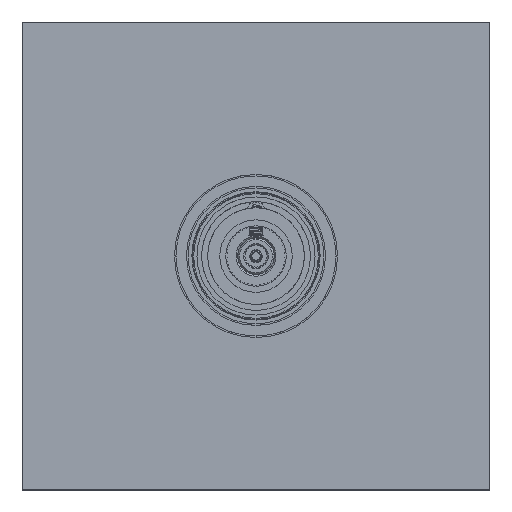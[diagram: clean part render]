
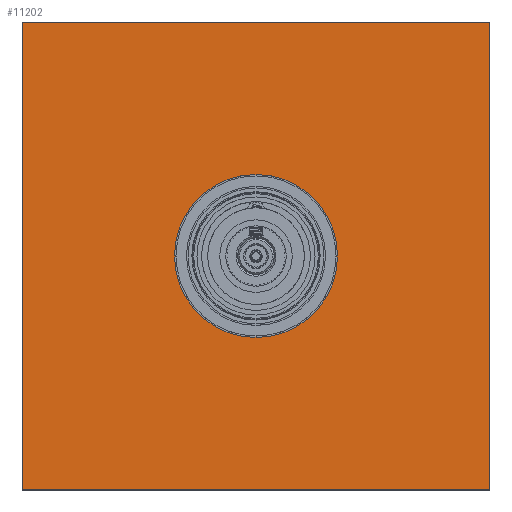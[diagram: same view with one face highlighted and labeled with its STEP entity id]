
A CAD part, top view. The second image highlights one B-rep face of the part: STEP entity #11202.
In plain terms, the highlighted planar face has unit normal (0, 0, 1).
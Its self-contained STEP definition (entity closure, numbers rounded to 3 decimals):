
#11067=CARTESIAN_POINT('',(0.,0.,3.));
#11068=DIRECTION('',(0.,0.,-1.));
#11069=DIRECTION('',(1.,0.,0.));
#11070=AXIS2_PLACEMENT_3D('',#11067,#11068,#11069);
#11072=CARTESIAN_POINT('',(0.,0.,3.));
#11073=DIRECTION('',(0.,0.,-1.));
#11074=DIRECTION('',(-1.,0.,0.));
#11075=AXIS2_PLACEMENT_3D('',#11072,#11073,#11074);
#11077=DIRECTION('',(0.,-1.,0.));
#11078=VECTOR('',#11077,155.);
#11079=CARTESIAN_POINT('',(-77.5,77.5,3.));
#11080=LINE('',#11079,#11078);
#11081=DIRECTION('',(-1.,0.,0.));
#11082=VECTOR('',#11081,155.);
#11083=CARTESIAN_POINT('',(77.5,77.5,3.));
#11084=LINE('',#11083,#11082);
#11085=DIRECTION('',(0.,1.,0.));
#11086=VECTOR('',#11085,155.);
#11087=CARTESIAN_POINT('',(77.5,-77.5,3.));
#11088=LINE('',#11087,#11086);
#11089=DIRECTION('',(1.,0.,0.));
#11090=VECTOR('',#11089,155.);
#11091=CARTESIAN_POINT('',(-77.5,-77.5,3.));
#11092=LINE('',#11091,#11090);
#11113=CARTESIAN_POINT('',(27.,0.,3.));
#11114=CARTESIAN_POINT('',(-27.,0.,3.));
#11115=VERTEX_POINT('',#11113);
#11116=VERTEX_POINT('',#11114);
#11125=CARTESIAN_POINT('',(-77.5,77.5,3.));
#11126=CARTESIAN_POINT('',(-77.5,-77.5,3.));
#11127=VERTEX_POINT('',#11125);
#11128=VERTEX_POINT('',#11126);
#11129=CARTESIAN_POINT('',(77.5,-77.5,3.));
#11130=VERTEX_POINT('',#11129);
#11131=CARTESIAN_POINT('',(77.5,77.5,3.));
#11132=VERTEX_POINT('',#11131);
#11183=CARTESIAN_POINT('',(0.,0.,3.));
#11184=DIRECTION('',(0.,0.,1.));
#11185=DIRECTION('',(1.,0.,0.));
#11186=AXIS2_PLACEMENT_3D('',#11183,#11184,#11185);
#11187=PLANE('',#11186);
#11189=ORIENTED_EDGE('',*,*,#11188,.F.);
#11191=ORIENTED_EDGE('',*,*,#11190,.F.);
#11193=ORIENTED_EDGE('',*,*,#11192,.F.);
#11195=ORIENTED_EDGE('',*,*,#11194,.F.);
#11196=EDGE_LOOP('',(#11189,#11191,#11193,#11195));
#11197=FACE_OUTER_BOUND('',#11196,.F.);
#11198=ORIENTED_EDGE('',*,*,#11163,.F.);
#11199=ORIENTED_EDGE('',*,*,#11177,.F.);
#11200=EDGE_LOOP('',(#11198,#11199));
#11201=FACE_BOUND('',#11200,.F.);
#11202=ADVANCED_FACE('',(#11197,#11201),#11187,.T.);
#11071=CIRCLE('',#11070,27.);
#11076=CIRCLE('',#11075,27.);
#11163=EDGE_CURVE('',#11115,#11116,#11071,.T.);
#11177=EDGE_CURVE('',#11116,#11115,#11076,.T.);
#11188=EDGE_CURVE('',#11127,#11128,#11080,.T.);
#11190=EDGE_CURVE('',#11132,#11127,#11084,.T.);
#11192=EDGE_CURVE('',#11130,#11132,#11088,.T.);
#11194=EDGE_CURVE('',#11128,#11130,#11092,.T.);
